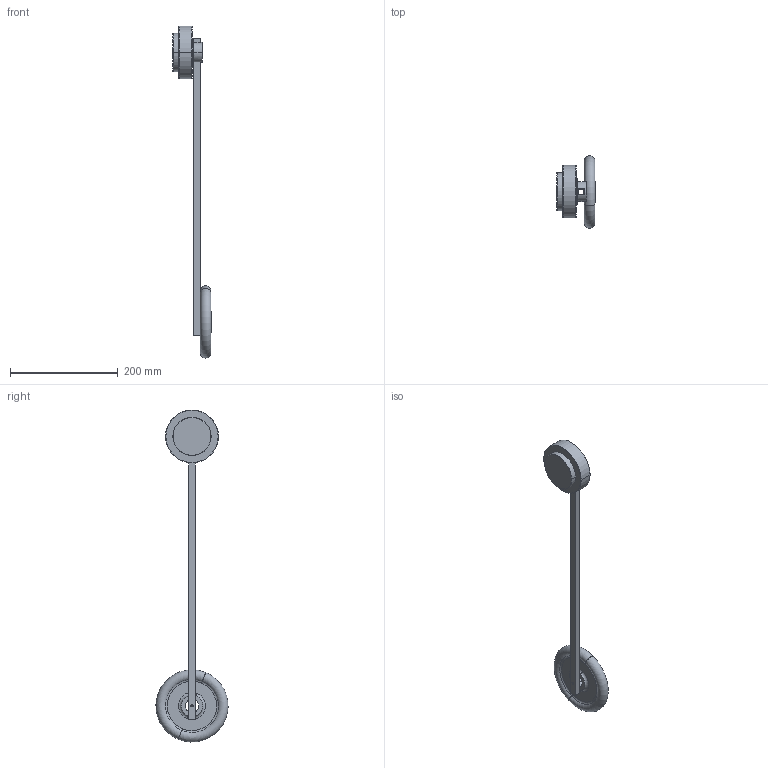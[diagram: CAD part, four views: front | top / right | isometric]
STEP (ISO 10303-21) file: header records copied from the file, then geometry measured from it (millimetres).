
FILE_DESCRIPTION (( 'STEP AP214' ), '1' );
FILE_NAME ('Einfachpendel_1.STEP', '2021-05-27T11:54:57', ( '' ), ( '' ), 'SwSTEP 2.0', 'SolidWorks 2020', '' );
FILE_SCHEMA (( 'AUTOMOTIVE_DESIGN' ));
Length unit declared in the file: millimetre
Products named in the file (5): Hebelarm_7_Standard; Adapter_ 1_Standard; Einfachpendel_1; teststand_ilm5008_009; T-Motor-AK80-6_Dummy_Standard
Assembly tree (4 placements, depth 2):
  Einfachpendel_1
    T-Motor-AK80-6_Dummy_Standard
    Hebelarm_7_Standard
    teststand_ilm5008_009
    Adapter_ 1_Standard
Bounding box: 70.5 x 133.88 x 615.94 mm (x, y, z)
Volume: 456687.6 mm3; surface area: 113318.5 mm2
Topology: 4 solids, 4 shells, 65 faces, 142 edges, 90 vertices
Faces by surface type: plane 25, cylinder 20, cone 10, torus 10
Entity records: 2279 total; most frequent: DIRECTION 366, CARTESIAN_POINT 304, ORIENTED_EDGE 284, AXIS2_PLACEMENT_3D 152, EDGE_CURVE 142, VERTEX_POINT 90, EDGE_LOOP 82, CIRCLE 80
